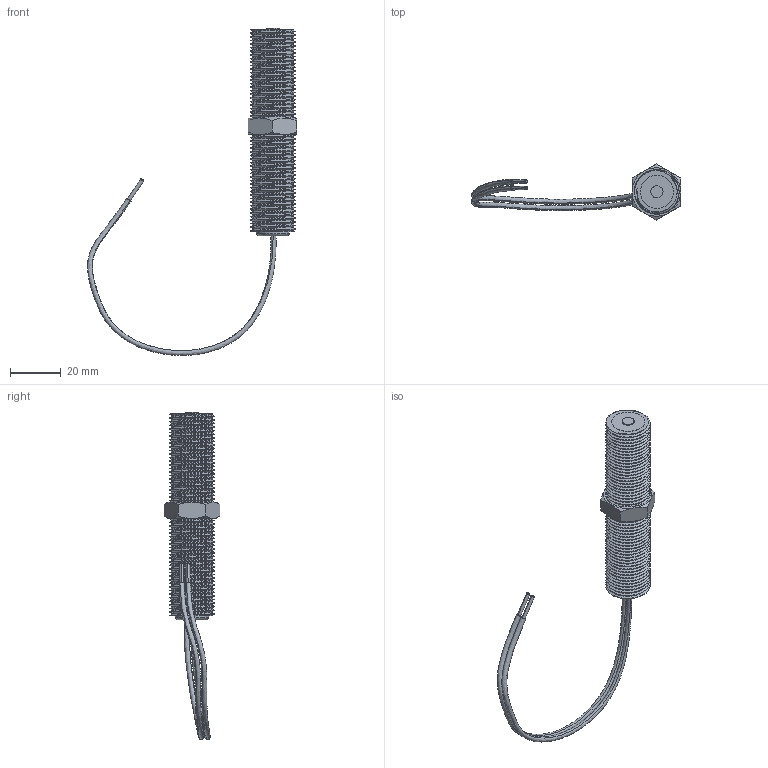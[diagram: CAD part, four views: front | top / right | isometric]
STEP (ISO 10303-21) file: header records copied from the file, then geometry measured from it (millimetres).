
FILE_DESCRIPTION (( 'STEP AP203' ), '1' );
FILE_NAME ('V16-assembly.STEP', '2021-01-18T18:29:00', ( '' ), ( '' ), 'SwSTEP 2.0', 'SolidWorks 2019', '' );
FILE_SCHEMA (( 'CONFIG_CONTROL_DESIGN' ));
Length unit declared in the file: millimetre
Products named in the file (3): V16-assembly; V16-nut; V16-bolt
Assembly tree (2 placements, depth 2):
  V16-assembly
    V16-bolt
    V16-nut
Bounding box: 82.13 x 22 x 128.47 mm (x, y, z)
Volume: 19006.7 mm3; surface area: 10364.8 mm2
Topology: 2 solids, 2 shells, 124 faces, 321 edges, 208 vertices
Faces by surface type: cylinder 79, plane 17, cone 12, bspline 10, torus 6
Full cylindrical faces by diameter (mm): 15.875 x56
Entity records: 13311 total; most frequent: CARTESIAN_POINT 10463, ORIENTED_EDGE 642, DIRECTION 431, EDGE_CURVE 321, VERTEX_POINT 208, AXIS2_PLACEMENT_3D 174, EDGE_LOOP 133, ADVANCED_FACE 124
